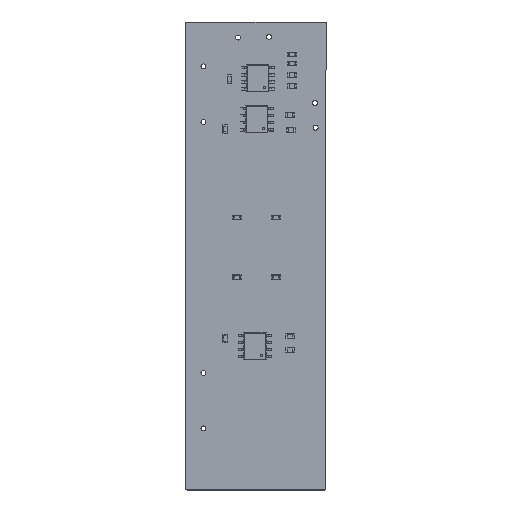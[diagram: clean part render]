
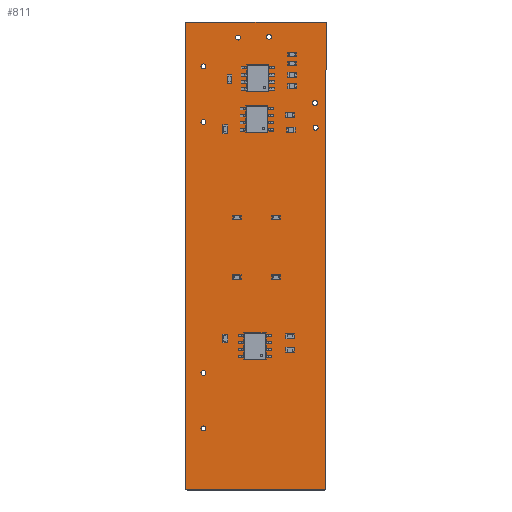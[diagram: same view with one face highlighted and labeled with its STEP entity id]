
A CAD part, top view. The second image highlights one B-rep face of the part: STEP entity #811.
In plain terms, the highlighted planar face has unit normal (0, 0, 1).
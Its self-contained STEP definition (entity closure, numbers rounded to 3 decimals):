
#124 = VERTEX_POINT('',#125);
#125 = CARTESIAN_POINT('',(133.35,43.092,0.411));
#131 = EDGE_CURVE('',#124,#132,#134,.T.);
#132 = VERTEX_POINT('',#133);
#133 = CARTESIAN_POINT('',(133.509,42.968,0.411));
#134 = CIRCLE('',#135,0.127);
#135 = AXIS2_PLACEMENT_3D('',#136,#137,#138);
#136 = CARTESIAN_POINT('',(133.477,43.091,0.411));
#137 = DIRECTION('',(0.,0.,1.));
#138 = DIRECTION('',(-1.,0.005,0.));
#164 = EDGE_CURVE('',#132,#165,#167,.T.);
#165 = VERTEX_POINT('',#166);
#166 = CARTESIAN_POINT('',(133.604,42.926,0.411));
#167 = CIRCLE('',#168,0.128);
#168 = AXIS2_PLACEMENT_3D('',#169,#170,#171);
#169 = CARTESIAN_POINT('',(133.604,43.054,0.411));
#170 = DIRECTION('',(0.,0.,1.));
#171 = DIRECTION('',(-0.74,-0.673,0.));
#197 = EDGE_CURVE('',#165,#198,#200,.T.);
#198 = VERTEX_POINT('',#199);
#199 = CARTESIAN_POINT('',(158.369,42.926,0.411));
#200 = LINE('',#201,#202);
#201 = CARTESIAN_POINT('',(133.604,42.926,0.411));
#202 = VECTOR('',#203,1.);
#203 = DIRECTION('',(1.,0.,0.));
#228 = EDGE_CURVE('',#198,#229,#231,.T.);
#229 = VERTEX_POINT('',#230);
#230 = CARTESIAN_POINT('',(158.496,43.053,0.411));
#231 = CIRCLE('',#232,0.126);
#232 = AXIS2_PLACEMENT_3D('',#233,#234,#235);
#233 = CARTESIAN_POINT('',(158.37,43.052,0.411));
#234 = DIRECTION('',(0.,0.,1.));
#235 = DIRECTION('',(-0.005,-1.,0.));
#261 = EDGE_CURVE('',#229,#262,#264,.T.);
#262 = VERTEX_POINT('',#263);
#263 = CARTESIAN_POINT('',(158.496,79.756,0.411));
#264 = LINE('',#265,#266);
#265 = CARTESIAN_POINT('',(158.496,43.053,0.411));
#266 = VECTOR('',#267,1.);
#267 = DIRECTION('',(0.,1.,0.));
#292 = EDGE_CURVE('',#262,#293,#295,.T.);
#293 = VERTEX_POINT('',#294);
#294 = CARTESIAN_POINT('',(158.479,79.819,0.411));
#295 = CIRCLE('',#296,0.115);
#296 = AXIS2_PLACEMENT_3D('',#297,#298,#299);
#297 = CARTESIAN_POINT('',(158.381,79.759,0.411));
#298 = DIRECTION('',(0.,0.,1.));
#299 = DIRECTION('',(1.,-0.025,0.));
#325 = EDGE_CURVE('',#293,#326,#328,.T.);
#326 = VERTEX_POINT('',#327);
#327 = CARTESIAN_POINT('',(158.496,79.883,0.411));
#328 = CIRCLE('',#329,0.121);
#329 = AXIS2_PLACEMENT_3D('',#330,#331,#332);
#330 = CARTESIAN_POINT('',(158.375,79.881,0.411));
#331 = DIRECTION('',(0.,0.,1.));
#332 = DIRECTION('',(0.86,-0.511,0.));
#358 = EDGE_CURVE('',#326,#359,#361,.T.);
#359 = VERTEX_POINT('',#360);
#360 = CARTESIAN_POINT('',(158.623,127.127,0.411));
#361 = LINE('',#362,#363);
#362 = CARTESIAN_POINT('',(158.496,79.883,0.411));
#363 = VECTOR('',#364,1.);
#364 = DIRECTION('',(0.003,1.,0.));
#389 = EDGE_CURVE('',#359,#390,#392,.T.);
#390 = VERTEX_POINT('',#391);
#391 = CARTESIAN_POINT('',(158.496,127.254,0.411));
#392 = CIRCLE('',#393,0.126);
#393 = AXIS2_PLACEMENT_3D('',#394,#395,#396);
#394 = CARTESIAN_POINT('',(158.497,127.128,0.411));
#395 = DIRECTION('',(0.,0.,1.));
#396 = DIRECTION('',(1.,-0.005,0.));
#422 = EDGE_CURVE('',#390,#423,#425,.T.);
#423 = VERTEX_POINT('',#424);
#424 = CARTESIAN_POINT('',(133.477,127.254,0.411));
#425 = LINE('',#426,#427);
#426 = CARTESIAN_POINT('',(158.496,127.254,0.411));
#427 = VECTOR('',#428,1.);
#428 = DIRECTION('',(-1.,0.,0.));
#453 = EDGE_CURVE('',#423,#454,#456,.T.);
#454 = VERTEX_POINT('',#455);
#455 = CARTESIAN_POINT('',(133.35,127.127,0.411));
#456 = CIRCLE('',#457,0.126);
#457 = AXIS2_PLACEMENT_3D('',#458,#459,#460);
#458 = CARTESIAN_POINT('',(133.476,127.128,0.411));
#459 = DIRECTION('',(0.,0.,1.));
#460 = DIRECTION('',(0.006,1.,0.));
#486 = EDGE_CURVE('',#454,#124,#487,.T.);
#487 = LINE('',#488,#489);
#488 = CARTESIAN_POINT('',(133.35,127.127,0.411));
#489 = VECTOR('',#490,1.);
#490 = DIRECTION('',(0.,-1.,0.));
#510 = VERTEX_POINT('',#511);
#511 = CARTESIAN_POINT('',(136.975,64.009,0.411));
#517 = EDGE_CURVE('',#510,#510,#518,.T.);
#518 = CIRCLE('',#519,0.45);
#519 = AXIS2_PLACEMENT_3D('',#520,#521,#522);
#520 = CARTESIAN_POINT('',(136.525,64.009,0.411));
#521 = DIRECTION('',(0.,0.,1.));
#522 = DIRECTION('',(1.,0.,0.));
#543 = VERTEX_POINT('',#544);
#544 = CARTESIAN_POINT('',(136.975,54.009,0.411));
#550 = EDGE_CURVE('',#543,#543,#551,.T.);
#551 = CIRCLE('',#552,0.45);
#552 = AXIS2_PLACEMENT_3D('',#553,#554,#555);
#553 = CARTESIAN_POINT('',(136.525,54.009,0.411));
#554 = DIRECTION('',(0.,0.,1.));
#555 = DIRECTION('',(1.,0.,0.));
#576 = VERTEX_POINT('',#577);
#577 = CARTESIAN_POINT('',(136.975,119.253,0.411));
#583 = EDGE_CURVE('',#576,#576,#584,.T.);
#584 = CIRCLE('',#585,0.45);
#585 = AXIS2_PLACEMENT_3D('',#586,#587,#588);
#586 = CARTESIAN_POINT('',(136.525,119.253,0.411));
#587 = DIRECTION('',(0.,0.,1.));
#588 = DIRECTION('',(1.,0.,0.));
#609 = VERTEX_POINT('',#610);
#610 = CARTESIAN_POINT('',(136.975,109.22,0.411));
#616 = EDGE_CURVE('',#609,#609,#617,.T.);
#617 = CIRCLE('',#618,0.45);
#618 = AXIS2_PLACEMENT_3D('',#619,#620,#621);
#619 = CARTESIAN_POINT('',(136.525,109.22,0.411));
#620 = DIRECTION('',(0.,0.,1.));
#621 = DIRECTION('',(1.,0.,0.));
#642 = VERTEX_POINT('',#643);
#643 = CARTESIAN_POINT('',(157.041,112.649,0.411));
#649 = EDGE_CURVE('',#642,#642,#650,.T.);
#650 = CIRCLE('',#651,0.45);
#651 = AXIS2_PLACEMENT_3D('',#652,#653,#654);
#652 = CARTESIAN_POINT('',(156.591,112.649,0.411));
#653 = DIRECTION('',(0.,0.,1.));
#654 = DIRECTION('',(1.,0.,0.));
#675 = VERTEX_POINT('',#676);
#676 = CARTESIAN_POINT('',(157.168,108.204,0.411));
#682 = EDGE_CURVE('',#675,#675,#683,.T.);
#683 = CIRCLE('',#684,0.45);
#684 = AXIS2_PLACEMENT_3D('',#685,#686,#687);
#685 = CARTESIAN_POINT('',(156.718,108.204,0.411));
#686 = DIRECTION('',(0.,0.,1.));
#687 = DIRECTION('',(1.,0.,0.));
#708 = VERTEX_POINT('',#709);
#709 = CARTESIAN_POINT('',(143.198,124.46,0.411));
#715 = EDGE_CURVE('',#708,#708,#716,.T.);
#716 = CIRCLE('',#717,0.45);
#717 = AXIS2_PLACEMENT_3D('',#718,#719,#720);
#718 = CARTESIAN_POINT('',(142.748,124.46,0.411));
#719 = DIRECTION('',(0.,0.,1.));
#720 = DIRECTION('',(1.,0.,0.));
#741 = VERTEX_POINT('',#742);
#742 = CARTESIAN_POINT('',(148.786,124.587,0.411));
#748 = EDGE_CURVE('',#741,#741,#749,.T.);
#749 = CIRCLE('',#750,0.45);
#750 = AXIS2_PLACEMENT_3D('',#751,#752,#753);
#751 = CARTESIAN_POINT('',(148.336,124.587,0.411));
#752 = DIRECTION('',(0.,0.,1.));
#753 = DIRECTION('',(1.,0.,0.));
#811 = ADVANCED_FACE('',(#812,#826,#829,#832,#835,#838,#841,#844,#847),
  #850,.F.);
#812 = FACE_BOUND('',#813,.T.);
#813 = EDGE_LOOP('',(#814,#815,#816,#817,#818,#819,#820,#821,#822,#823,
    #824,#825));
#814 = ORIENTED_EDGE('',*,*,#131,.T.);
#815 = ORIENTED_EDGE('',*,*,#164,.T.);
#816 = ORIENTED_EDGE('',*,*,#197,.T.);
#817 = ORIENTED_EDGE('',*,*,#228,.T.);
#818 = ORIENTED_EDGE('',*,*,#261,.T.);
#819 = ORIENTED_EDGE('',*,*,#292,.T.);
#820 = ORIENTED_EDGE('',*,*,#325,.T.);
#821 = ORIENTED_EDGE('',*,*,#358,.T.);
#822 = ORIENTED_EDGE('',*,*,#389,.T.);
#823 = ORIENTED_EDGE('',*,*,#422,.T.);
#824 = ORIENTED_EDGE('',*,*,#453,.T.);
#825 = ORIENTED_EDGE('',*,*,#486,.T.);
#826 = FACE_BOUND('',#827,.F.);
#827 = EDGE_LOOP('',(#828));
#828 = ORIENTED_EDGE('',*,*,#517,.T.);
#829 = FACE_BOUND('',#830,.F.);
#830 = EDGE_LOOP('',(#831));
#831 = ORIENTED_EDGE('',*,*,#550,.T.);
#832 = FACE_BOUND('',#833,.F.);
#833 = EDGE_LOOP('',(#834));
#834 = ORIENTED_EDGE('',*,*,#583,.T.);
#835 = FACE_BOUND('',#836,.F.);
#836 = EDGE_LOOP('',(#837));
#837 = ORIENTED_EDGE('',*,*,#616,.T.);
#838 = FACE_BOUND('',#839,.F.);
#839 = EDGE_LOOP('',(#840));
#840 = ORIENTED_EDGE('',*,*,#649,.T.);
#841 = FACE_BOUND('',#842,.F.);
#842 = EDGE_LOOP('',(#843));
#843 = ORIENTED_EDGE('',*,*,#682,.T.);
#844 = FACE_BOUND('',#845,.F.);
#845 = EDGE_LOOP('',(#846));
#846 = ORIENTED_EDGE('',*,*,#715,.T.);
#847 = FACE_BOUND('',#848,.F.);
#848 = EDGE_LOOP('',(#849));
#849 = ORIENTED_EDGE('',*,*,#748,.T.);
#850 = PLANE('',#851);
#851 = AXIS2_PLACEMENT_3D('',#852,#853,#854);
#852 = CARTESIAN_POINT('',(133.35,43.092,0.411));
#853 = DIRECTION('',(0.,0.,-1.));
#854 = DIRECTION('',(-1.,0.,0.));
